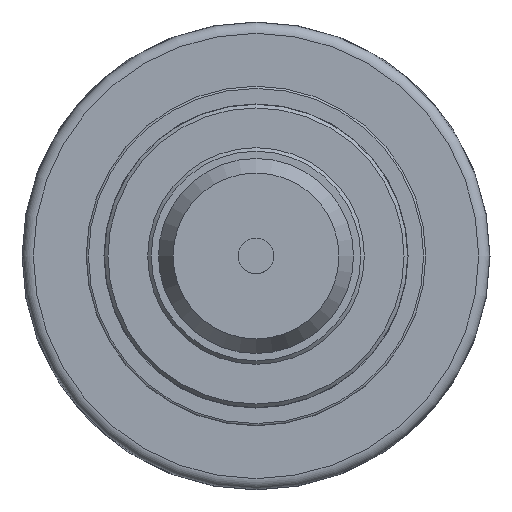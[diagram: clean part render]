
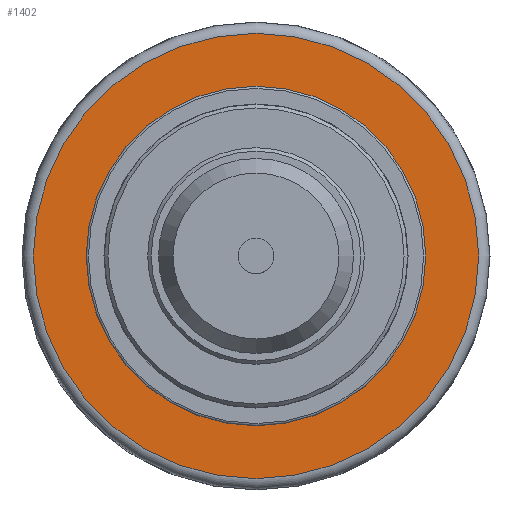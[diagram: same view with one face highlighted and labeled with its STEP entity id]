
A CAD part, left-side view. The second image highlights one B-rep face of the part: STEP entity #1402.
In plain terms, the highlighted planar face has unit normal (-1, 0, 0).
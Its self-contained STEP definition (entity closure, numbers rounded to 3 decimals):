
#216=FACE_BOUND('',#348,.T.);
#260=FACE_OUTER_BOUND('',#347,.T.);
#347=EDGE_LOOP('',(#1034,#1035));
#348=EDGE_LOOP('',(#1036,#1037));
#451=CIRCLE('',#1539,23.5);
#452=CIRCLE('',#1540,23.5);
#466=CIRCLE('',#1560,30.828);
#467=CIRCLE('',#1561,30.828);
#576=VERTEX_POINT('',#2459);
#577=VERTEX_POINT('',#2461);
#591=VERTEX_POINT('',#2498);
#592=VERTEX_POINT('',#2499);
#741=EDGE_CURVE('',#577,#576,#451,.T.);
#742=EDGE_CURVE('',#576,#577,#452,.T.);
#758=EDGE_CURVE('',#591,#592,#466,.T.);
#759=EDGE_CURVE('',#592,#591,#467,.T.);
#1034=ORIENTED_EDGE('',*,*,#758,.F.);
#1035=ORIENTED_EDGE('',*,*,#759,.F.);
#1036=ORIENTED_EDGE('',*,*,#741,.T.);
#1037=ORIENTED_EDGE('',*,*,#742,.T.);
#1268=PLANE('',#1559);
#1402=ADVANCED_FACE('',(#260,#216),#1268,.T.);
#1539=AXIS2_PLACEMENT_3D('',#2462,#1820,#1821);
#1540=AXIS2_PLACEMENT_3D('',#2463,#1822,#1823);
#1559=AXIS2_PLACEMENT_3D('',#2497,#1862,#1863);
#1560=AXIS2_PLACEMENT_3D('',#2500,#1864,#1865);
#1561=AXIS2_PLACEMENT_3D('',#2501,#1866,#1867);
#1820=DIRECTION('center_axis',(1.,0.,0.));
#1821=DIRECTION('ref_axis',(0.,0.,1.));
#1822=DIRECTION('center_axis',(1.,0.,0.));
#1823=DIRECTION('ref_axis',(0.,0.,1.));
#1862=DIRECTION('center_axis',(-1.,0.,0.));
#1863=DIRECTION('ref_axis',(0.,-1.,0.));
#1864=DIRECTION('center_axis',(1.,0.,0.));
#1865=DIRECTION('ref_axis',(0.,0.,-1.));
#1866=DIRECTION('center_axis',(1.,0.,0.));
#1867=DIRECTION('ref_axis',(0.,0.,-1.));
#2459=CARTESIAN_POINT('',(15.85,0.,-23.5));
#2461=CARTESIAN_POINT('',(15.85,0.,23.5));
#2462=CARTESIAN_POINT('Origin',(15.85,0.,0.));
#2463=CARTESIAN_POINT('Origin',(15.85,0.,0.));
#2497=CARTESIAN_POINT('Origin',(15.85,0.,27.9));
#2498=CARTESIAN_POINT('',(15.85,0.,30.828));
#2499=CARTESIAN_POINT('',(15.85,-30.828,0.));
#2500=CARTESIAN_POINT('Origin',(15.85,0.,0.));
#2501=CARTESIAN_POINT('Origin',(15.85,0.,0.));
